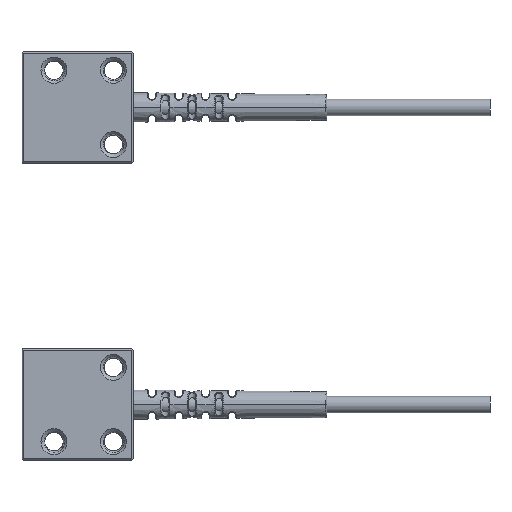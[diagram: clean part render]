
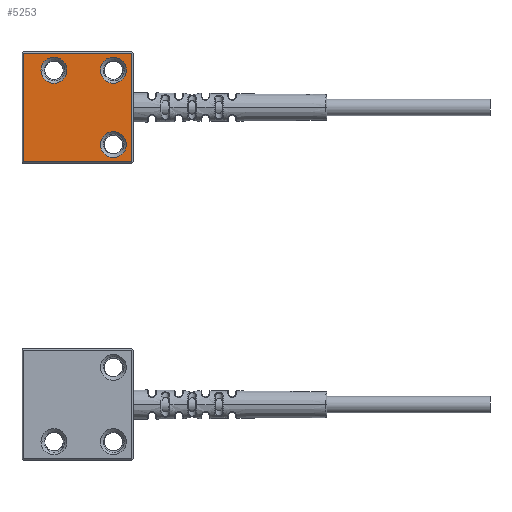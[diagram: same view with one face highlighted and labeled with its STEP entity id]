
A CAD part, top view. The second image highlights one B-rep face of the part: STEP entity #5253.
In plain terms, the highlighted face is planar.
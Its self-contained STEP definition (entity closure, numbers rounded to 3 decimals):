
#1=DIRECTION('',(0.,1.,0.));
#2=VECTOR('',#1,14.6);
#3=CARTESIAN_POINT('',(-7.3,-7.3,-2.5));
#4=LINE('',#3,#2);
#5=DIRECTION('',(-1.,0.,0.));
#6=VECTOR('',#5,14.6);
#7=CARTESIAN_POINT('',(7.3,-7.3,-2.5));
#8=LINE('',#7,#6);
#9=DIRECTION('',(0.,-1.,0.));
#10=VECTOR('',#9,14.6);
#11=CARTESIAN_POINT('',(7.3,7.3,-2.5));
#12=LINE('',#11,#10);
#13=DIRECTION('',(1.,0.,0.));
#14=VECTOR('',#13,14.6);
#15=CARTESIAN_POINT('',(-7.3,7.3,-2.5));
#16=LINE('',#15,#14);
#17=CARTESIAN_POINT('',(4.8,-5.,-2.5));
#18=DIRECTION('',(0.,0.,1.));
#19=DIRECTION('',(-1.,0.,0.));
#20=AXIS2_PLACEMENT_3D('',#17,#18,#19);
#22=CARTESIAN_POINT('',(4.8,-5.,-2.5));
#23=DIRECTION('',(0.,0.,1.));
#24=DIRECTION('',(1.,0.,0.));
#25=AXIS2_PLACEMENT_3D('',#22,#23,#24);
#27=CARTESIAN_POINT('',(-3.2,-5.,-2.5));
#28=DIRECTION('',(0.,0.,1.));
#29=DIRECTION('',(-1.,0.,0.));
#30=AXIS2_PLACEMENT_3D('',#27,#28,#29);
#32=CARTESIAN_POINT('',(-3.2,-5.,-2.5));
#33=DIRECTION('',(0.,0.,1.));
#34=DIRECTION('',(1.,0.,0.));
#35=AXIS2_PLACEMENT_3D('',#32,#33,#34);
#37=CARTESIAN_POINT('',(4.8,5.,-2.5));
#38=DIRECTION('',(0.,0.,1.));
#39=DIRECTION('',(-1.,0.,0.));
#40=AXIS2_PLACEMENT_3D('',#37,#38,#39);
#42=CARTESIAN_POINT('',(4.8,5.,-2.5));
#43=DIRECTION('',(0.,0.,1.));
#44=DIRECTION('',(1.,0.,0.));
#45=AXIS2_PLACEMENT_3D('',#42,#43,#44);
#4966=CARTESIAN_POINT('',(3.05,-5.,-2.5));
#4967=CARTESIAN_POINT('',(6.55,-5.,-2.5));
#4968=VERTEX_POINT('',#4966);
#4969=VERTEX_POINT('',#4967);
#4970=CARTESIAN_POINT('',(-4.95,-5.,-2.5));
#4971=CARTESIAN_POINT('',(-1.45,-5.,-2.5));
#4972=VERTEX_POINT('',#4970);
#4973=VERTEX_POINT('',#4971);
#4978=CARTESIAN_POINT('',(-7.3,-7.3,-2.5));
#4979=CARTESIAN_POINT('',(-7.3,7.3,-2.5));
#4980=VERTEX_POINT('',#4978);
#4981=VERTEX_POINT('',#4979);
#5014=CARTESIAN_POINT('',(7.3,7.3,-2.5));
#5015=VERTEX_POINT('',#5014);
#5016=CARTESIAN_POINT('',(7.3,-7.3,-2.5));
#5017=VERTEX_POINT('',#5016);
#5042=CARTESIAN_POINT('',(3.05,5.,-2.5));
#5043=CARTESIAN_POINT('',(6.55,5.,-2.5));
#5044=VERTEX_POINT('',#5042);
#5045=VERTEX_POINT('',#5043);
#5220=CARTESIAN_POINT('',(0.,0.,-2.5));
#5221=DIRECTION('',(0.,0.,1.));
#5222=DIRECTION('',(1.,0.,0.));
#5223=AXIS2_PLACEMENT_3D('',#5220,#5221,#5222);
#5224=PLANE('',#5223);
#5226=ORIENTED_EDGE('',*,*,#5225,.F.);
#5228=ORIENTED_EDGE('',*,*,#5227,.F.);
#5230=ORIENTED_EDGE('',*,*,#5229,.F.);
#5232=ORIENTED_EDGE('',*,*,#5231,.F.);
#5233=EDGE_LOOP('',(#5226,#5228,#5230,#5232));
#5234=FACE_OUTER_BOUND('',#5233,.F.);
#5236=ORIENTED_EDGE('',*,*,#5235,.F.);
#5238=ORIENTED_EDGE('',*,*,#5237,.F.);
#5239=EDGE_LOOP('',(#5236,#5238));
#5240=FACE_BOUND('',#5239,.F.);
#5242=ORIENTED_EDGE('',*,*,#5241,.F.);
#5244=ORIENTED_EDGE('',*,*,#5243,.F.);
#5245=EDGE_LOOP('',(#5242,#5244));
#5246=FACE_BOUND('',#5245,.F.);
#5248=ORIENTED_EDGE('',*,*,#5247,.F.);
#5250=ORIENTED_EDGE('',*,*,#5249,.F.);
#5251=EDGE_LOOP('',(#5248,#5250));
#5252=FACE_BOUND('',#5251,.F.);
#5253=ADVANCED_FACE('',(#5234,#5240,#5246,#5252),#5224,.F.);
#21=CIRCLE('',#20,1.75);
#26=CIRCLE('',#25,1.75);
#31=CIRCLE('',#30,1.75);
#36=CIRCLE('',#35,1.75);
#41=CIRCLE('',#40,1.75);
#46=CIRCLE('',#45,1.75);
#5225=EDGE_CURVE('',#4980,#4981,#4,.T.);
#5227=EDGE_CURVE('',#5017,#4980,#8,.T.);
#5229=EDGE_CURVE('',#5015,#5017,#12,.T.);
#5231=EDGE_CURVE('',#4981,#5015,#16,.T.);
#5235=EDGE_CURVE('',#4968,#4969,#21,.T.);
#5237=EDGE_CURVE('',#4969,#4968,#26,.T.);
#5241=EDGE_CURVE('',#4972,#4973,#31,.T.);
#5243=EDGE_CURVE('',#4973,#4972,#36,.T.);
#5247=EDGE_CURVE('',#5044,#5045,#41,.T.);
#5249=EDGE_CURVE('',#5045,#5044,#46,.T.);
